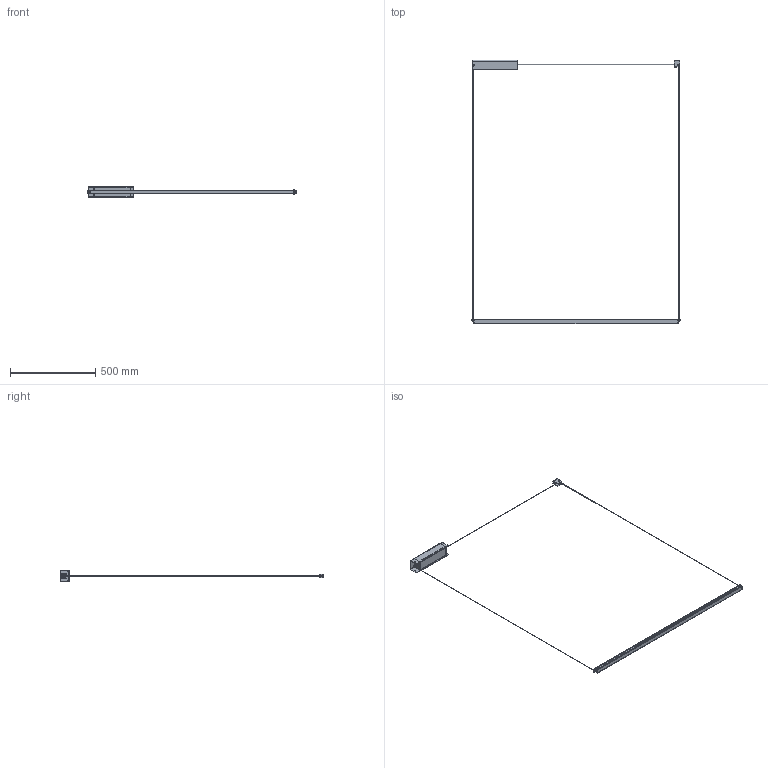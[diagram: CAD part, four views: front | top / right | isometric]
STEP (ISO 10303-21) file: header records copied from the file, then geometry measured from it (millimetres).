
FILE_DESCRIPTION (( 'STEP AP214' ), '1' );
FILE_NAME ('Streeplamp_asm_120cm.STEP', '2025-06-09T19:15:13', ( '' ), ( '' ), 'SwSTEP 2.0', 'SolidWorks 2017', '' );
FILE_SCHEMA (( 'AUTOMOTIVE_DESIGN' ));
Length unit declared in the file: millimetre
Products named in the file (19): Streeplamp-diffuser_Streeplamp 120; Streeplamp-LED_strip_Streeplamp 1200; Streeplamp_asm_120cm; Streeplamp_mounting_bracket; Streeplamp-DC_cord_Canopy left; Streeplamp-DC_cord_120; Streeplamp-canopy_asm_Canopy_narrow_asm; Streeplamp_strain_relief_config_T-bracket-protective-rubber; Streeplamp_body_frame_v1.0_Streeplamp 120 bent; M4_rivet_phe_Installed; slotted pan head screw_din_DIN EN ISO 1580 - M3 x 6 - 6N; Streeplamp_heatsink_alu_config_120; Streeplamp_strain_relief_config_T-bracket; 5230-2_steab_strain_relief; PHE_linear_canopy_mounting_box_Canopy mounting box-narrow; Streeplamp-canopy_pin_Mounting bracket pin; PHE_linear_canopy_cover_Canopy cover-narrow; Streeplamp_strain_relief_config_Spacer; Streeplamp_strain_relief_config_T-bracket-cover-plate
Assembly tree (29 placements, depth 3):
  Streeplamp_asm_120cm
    Streeplamp_body_frame_v1.0_Streeplamp 120 bent
    Streeplamp_heatsink_alu_config_120
    Streeplamp_strain_relief_config_T-bracket  x2
    Streeplamp_strain_relief_config_Spacer  x2
    Streeplamp-LED_strip_Streeplamp 1200
    Streeplamp-diffuser_Streeplamp 120
    Streeplamp-DC_cord_120
    Streeplamp-canopy_asm_Canopy_narrow_asm
      PHE_linear_canopy_cover_Canopy cover-narrow
      PHE_linear_canopy_mounting_box_Canopy mounting box-narrow
    Streeplamp_mounting_bracket
    Streeplamp-canopy_pin_Mounting bracket pin
    M4_rivet_phe_Installed  x2
    slotted pan head screw_din_DIN EN ISO 1580 - M3 x 6 - 6N  x4
    Streeplamp_strain_relief_config_T-bracket-cover-plate  x2
    Streeplamp_strain_relief_config_T-bracket-protective-rubber  x4
    Streeplamp-DC_cord_Canopy left
    5230-2_steab_strain_relief  x2
Bounding box: 1222.6 x 1548.17 x 64 mm (x, y, z)
Volume: 472255.3 mm3; surface area: 482918.8 mm2
Topology: 23 solids, 30 shells, 2044 faces, 5036 edges, 3221 vertices
Faces by surface type: plane 1666, cylinder 306, bspline 46, cone 18, torus 8
Full cylindrical faces by diameter (mm): 2 x4, 3 x12, 3.2 x5, 3.3 x1, 4.2 x4, 5 x5, 5.4 x2, 6 x6, 6.2 x2, 6.7 x2, 8 x5, 9.9 x2, 10 x3
Entity records: 62945 total; most frequent: CARTESIAN_POINT 24070, ORIENTED_EDGE 7874, DIRECTION 7412, EDGE_CURVE 3949, VECTOR 3232, LINE 3232, VERTEX_POINT 2585, AXIS2_PLACEMENT_3D 2090
